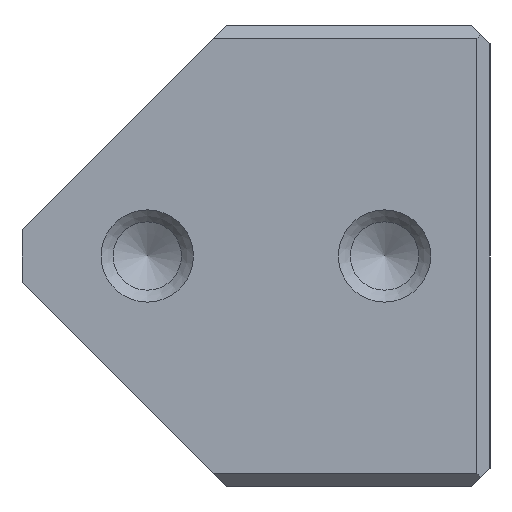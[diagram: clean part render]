
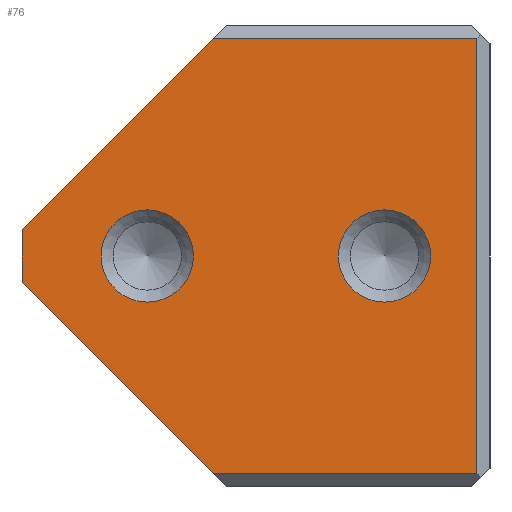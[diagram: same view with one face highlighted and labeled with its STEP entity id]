
A CAD part, left-side view. The second image highlights one B-rep face of the part: STEP entity #76.
In plain terms, the highlighted planar face has unit normal (-1, 0, 0).
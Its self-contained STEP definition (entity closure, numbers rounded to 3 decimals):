
#76=ADVANCED_FACE('',(#224,#225,#226),#119,.T.);
#119=PLANE('',#680);
#144=LINE('',#965,#186);
#145=LINE('',#968,#187);
#146=LINE('',#970,#188);
#147=LINE('',#972,#189);
#148=LINE('',#974,#190);
#149=LINE('',#976,#191);
#186=VECTOR('',#770,1.);
#187=VECTOR('',#771,1.);
#188=VECTOR('',#772,1.);
#189=VECTOR('',#773,1.);
#190=VECTOR('',#774,1.);
#191=VECTOR('',#775,1.);
#224=FACE_BOUND('',#293,.T.);
#225=FACE_BOUND('',#294,.T.);
#226=FACE_BOUND('',#295,.T.);
#293=EDGE_LOOP('',(#375));
#294=EDGE_LOOP('',(#376));
#295=EDGE_LOOP('',(#377,#378,#379,#380,#381,#382));
#375=ORIENTED_EDGE('',*,*,#581,.T.);
#376=ORIENTED_EDGE('',*,*,#582,.T.);
#377=ORIENTED_EDGE('',*,*,#583,.T.);
#378=ORIENTED_EDGE('',*,*,#584,.T.);
#379=ORIENTED_EDGE('',*,*,#585,.T.);
#380=ORIENTED_EDGE('',*,*,#586,.F.);
#381=ORIENTED_EDGE('',*,*,#587,.T.);
#382=ORIENTED_EDGE('',*,*,#588,.T.);
#519=VERTEX_POINT('',#962);
#520=VERTEX_POINT('',#964);
#521=VERTEX_POINT('',#966);
#522=VERTEX_POINT('',#967);
#523=VERTEX_POINT('',#969);
#524=VERTEX_POINT('',#971);
#525=VERTEX_POINT('',#973);
#526=VERTEX_POINT('',#975);
#581=EDGE_CURVE('',#519,#519,#645,.T.);
#582=EDGE_CURVE('',#520,#520,#646,.T.);
#583=EDGE_CURVE('',#521,#522,#144,.T.);
#584=EDGE_CURVE('',#522,#523,#145,.T.);
#585=EDGE_CURVE('',#523,#524,#146,.T.);
#586=EDGE_CURVE('',#525,#524,#147,.T.);
#587=EDGE_CURVE('',#525,#526,#148,.T.);
#588=EDGE_CURVE('',#526,#521,#149,.T.);
#645=CIRCLE('',#678,3.5);
#646=CIRCLE('',#679,3.5);
#678=AXIS2_PLACEMENT_3D('',#961,#766,#767);
#679=AXIS2_PLACEMENT_3D('',#963,#768,#769);
#680=AXIS2_PLACEMENT_3D('',#977,#776,#777);
#766=DIRECTION('',(1.,0.,0.));
#767=DIRECTION('',(0.,0.,-1.));
#768=DIRECTION('',(1.,0.,0.));
#769=DIRECTION('',(0.,0.,-1.));
#770=DIRECTION('',(0.,0.,1.));
#771=DIRECTION('',(0.,1.,0.));
#772=DIRECTION('',(0.,0.707,-0.707));
#773=DIRECTION('',(0.,0.,1.));
#774=DIRECTION('',(0.,-0.707,-0.707));
#775=DIRECTION('',(0.,-1.,0.));
#776=DIRECTION('',(-1.,0.,0.));
#777=DIRECTION('',(0.,0.,1.));
#961=CARTESIAN_POINT('',(0.,26.,17.5));
#962=CARTESIAN_POINT('',(0.,26.,14.));
#963=CARTESIAN_POINT('',(0.,8.,17.5));
#964=CARTESIAN_POINT('',(0.,8.,14.));
#965=CARTESIAN_POINT('',(0.,1.,0.));
#966=CARTESIAN_POINT('',(0.,1.,1.));
#967=CARTESIAN_POINT('',(0.,1.,34.));
#968=CARTESIAN_POINT('',(0.,17.75,34.));
#969=CARTESIAN_POINT('',(0.,21.002,34.));
#970=CARTESIAN_POINT('',(0.,36.376,18.626));
#971=CARTESIAN_POINT('',(0.,35.5,19.502));
#972=CARTESIAN_POINT('',(0.,35.5,0.));
#973=CARTESIAN_POINT('',(0.,35.5,15.498));
#974=CARTESIAN_POINT('',(0.,18.876,-1.126));
#975=CARTESIAN_POINT('',(0.,21.002,1.));
#976=CARTESIAN_POINT('',(0.,17.75,1.));
#977=CARTESIAN_POINT('',(0.,17.75,0.));
